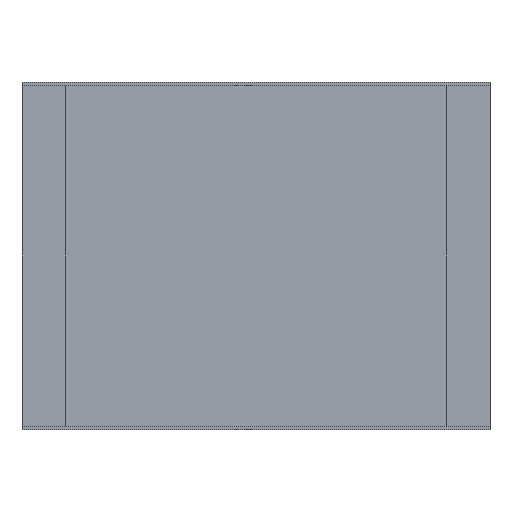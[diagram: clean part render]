
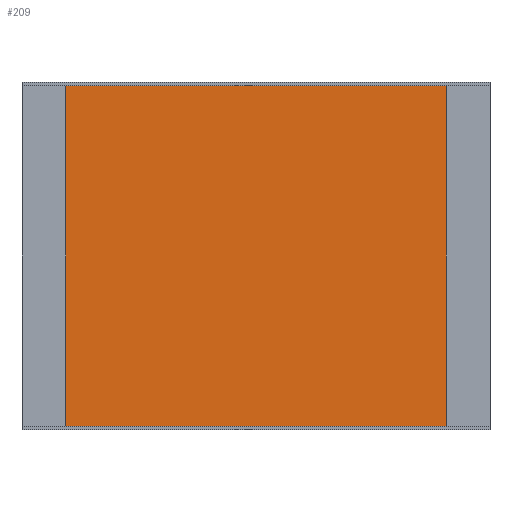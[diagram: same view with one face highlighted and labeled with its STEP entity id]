
A CAD part, front view. The second image highlights one B-rep face of the part: STEP entity #209.
In plain terms, the highlighted planar face has unit normal (0, -1, 0).
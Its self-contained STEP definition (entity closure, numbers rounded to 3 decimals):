
#49 = DIRECTION ( 'NONE',  ( 0., 0., -1. ) ) ;
#50 = DIRECTION ( 'NONE',  ( 0., -1., 0. ) ) ;
#71 = CARTESIAN_POINT ( 'NONE',  ( -120.5, 32., 107.95 ) ) ;
#72 = EDGE_CURVE ( 'NONE', #352, #387, #293, .T. ) ;
#78 = EDGE_CURVE ( 'NONE', #352, #482, #306, .T. ) ;
#79 = EDGE_CURVE ( 'NONE', #482, #485, #291, .T. ) ;
#98 = AXIS2_PLACEMENT_3D ( 'NONE', #71, #50, #49 ) ;
#114 = CARTESIAN_POINT ( 'NONE',  ( -118.3, 32., -105.75 ) ) ;
#136 = CARTESIAN_POINT ( 'NONE',  ( -118.3, 32., 105.75 ) ) ;
#148 = EDGE_CURVE ( 'NONE', #387, #485, #244, .T. ) ;
#209 = ADVANCED_FACE ( 'NONE', ( #231 ), #566, .T. ) ;
#215 = CARTESIAN_POINT ( 'NONE',  ( 118.3, 32., 105.75 ) ) ;
#226 = DIRECTION ( 'NONE',  ( -1., 0., 0. ) ) ;
#231 = FACE_OUTER_BOUND ( 'NONE', #362, .T. ) ;
#241 = VECTOR ( 'NONE', #226, 1000. ) ;
#244 = LINE ( 'NONE', #254, #241 ) ;
#254 = CARTESIAN_POINT ( 'NONE',  ( -120.5, 32., -105.75 ) ) ;
#285 = VECTOR ( 'NONE', #439, 1000. ) ;
#287 = VECTOR ( 'NONE', #300, 1000. ) ;
#290 = VECTOR ( 'NONE', #522, 1000. ) ;
#291 = LINE ( 'NONE', #446, #285 ) ;
#293 = LINE ( 'NONE', #364, #290 ) ;
#300 = DIRECTION ( 'NONE',  ( -1., 0., 0. ) ) ;
#306 = LINE ( 'NONE', #578, #287 ) ;
#352 = VERTEX_POINT ( 'NONE', #215 ) ;
#362 = EDGE_LOOP ( 'NONE', ( #365, #363, #369, #370 ) ) ;
#363 = ORIENTED_EDGE ( 'NONE', *, *, #72, .F. ) ;
#364 = CARTESIAN_POINT ( 'NONE',  ( 118.3, 32., 107.95 ) ) ;
#365 = ORIENTED_EDGE ( 'NONE', *, *, #148, .F. ) ;
#369 = ORIENTED_EDGE ( 'NONE', *, *, #78, .T. ) ;
#370 = ORIENTED_EDGE ( 'NONE', *, *, #79, .T. ) ;
#387 = VERTEX_POINT ( 'NONE', #530 ) ;
#439 = DIRECTION ( 'NONE',  ( 0., 0., -1. ) ) ;
#446 = CARTESIAN_POINT ( 'NONE',  ( -118.3, 32., 107.95 ) ) ;
#482 = VERTEX_POINT ( 'NONE', #136 ) ;
#485 = VERTEX_POINT ( 'NONE', #114 ) ;
#522 = DIRECTION ( 'NONE',  ( 0., 0., -1. ) ) ;
#530 = CARTESIAN_POINT ( 'NONE',  ( 118.3, 32., -105.75 ) ) ;
#566 = PLANE ( 'NONE',  #98 ) ;
#578 = CARTESIAN_POINT ( 'NONE',  ( -120.5, 32., 105.75 ) ) ;
